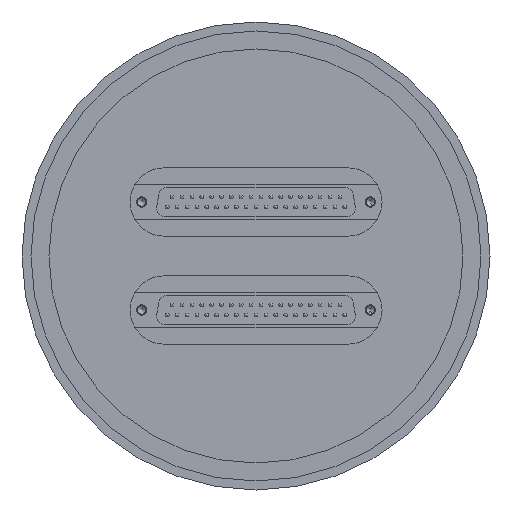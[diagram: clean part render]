
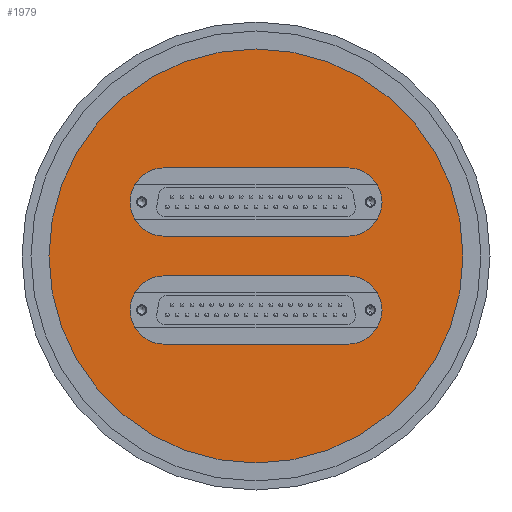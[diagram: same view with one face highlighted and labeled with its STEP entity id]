
A CAD part, front view. The second image highlights one B-rep face of the part: STEP entity #1979.
In plain terms, the highlighted planar face has unit normal (0, -1, 0).
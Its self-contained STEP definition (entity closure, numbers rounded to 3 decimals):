
#173 = EDGE_CURVE ( 'NONE', #4477, #3189, #666, .T. ) ;
#191 = DIRECTION ( 'NONE',  ( 0., 0., 1. ) ) ;
#203 = DIRECTION ( 'NONE',  ( 0., 0., 1. ) ) ;
#246 = ORIENTED_EDGE ( 'NONE', *, *, #4432, .T. ) ;
#302 = DIRECTION ( 'NONE',  ( -1., 0., 0. ) ) ;
#354 = AXIS2_PLACEMENT_3D ( 'NONE', #793, #4164, #1254 ) ;
#532 = CARTESIAN_POINT ( 'NONE',  ( -25.5, -12., 24.5 ) ) ;
#579 = EDGE_CURVE ( 'NONE', #3636, #1715, #2983, .T. ) ;
#608 = ORIENTED_EDGE ( 'NONE', *, *, #2167, .T. ) ;
#666 = CIRCLE ( 'NONE', #6184, 57.5 ) ;
#793 = CARTESIAN_POINT ( 'NONE',  ( 25.5, -12., -15. ) ) ;
#800 = EDGE_CURVE ( 'NONE', #3189, #4477, #938, .T. ) ;
#801 = FACE_BOUND ( 'NONE', #3638, .T. ) ;
#927 = VECTOR ( 'NONE', #1437, 1000. ) ;
#937 = VERTEX_POINT ( 'NONE', #3604 ) ;
#938 = CIRCLE ( 'NONE', #2262, 57.5 ) ;
#996 = EDGE_CURVE ( 'NONE', #1715, #3056, #4707, .T. ) ;
#1004 = CARTESIAN_POINT ( 'NONE',  ( -25.5, -12., 5.5 ) ) ;
#1150 = CIRCLE ( 'NONE', #354, 9.5 ) ;
#1254 = DIRECTION ( 'NONE',  ( 0., 0., 1. ) ) ;
#1270 = ORIENTED_EDGE ( 'NONE', *, *, #5997, .T. ) ;
#1347 = ORIENTED_EDGE ( 'NONE', *, *, #579, .T. ) ;
#1377 = CARTESIAN_POINT ( 'NONE',  ( 25.5, -12., -24.5 ) ) ;
#1402 = CIRCLE ( 'NONE', #1480, 9.5 ) ;
#1437 = DIRECTION ( 'NONE',  ( -1., 0., 0. ) ) ;
#1480 = AXIS2_PLACEMENT_3D ( 'NONE', #4679, #1787, #5178 ) ;
#1674 = CIRCLE ( 'NONE', #6168, 9.5 ) ;
#1715 = VERTEX_POINT ( 'NONE', #532 ) ;
#1787 = DIRECTION ( 'NONE',  ( 0., 1., 0. ) ) ;
#1979 = ADVANCED_FACE ( 'NONE', ( #801, #2073, #4498 ), #2607, .T. ) ;
#2073 = FACE_BOUND ( 'NONE', #5700, .T. ) ;
#2151 = CARTESIAN_POINT ( 'NONE',  ( -25.5, -12., -24.5 ) ) ;
#2157 = CARTESIAN_POINT ( 'NONE',  ( 0., -12., 57.5 ) ) ;
#2164 = DIRECTION ( 'NONE',  ( 0., -1., 0. ) ) ;
#2167 = EDGE_CURVE ( 'NONE', #3056, #4563, #1402, .T. ) ;
#2262 = AXIS2_PLACEMENT_3D ( 'NONE', #5066, #2164, #5566 ) ;
#2309 = DIRECTION ( 'NONE',  ( 0., -1., 0. ) ) ;
#2398 = ORIENTED_EDGE ( 'NONE', *, *, #3364, .T. ) ;
#2575 = CARTESIAN_POINT ( 'NONE',  ( 25.5, -12., -5.5 ) ) ;
#2607 = PLANE ( 'NONE',  #4214 ) ;
#2626 = DIRECTION ( 'NONE',  ( 0., -1., 0. ) ) ;
#2809 = VERTEX_POINT ( 'NONE', #1377 ) ;
#2983 = CIRCLE ( 'NONE', #3045, 9.5 ) ;
#2991 = EDGE_LOOP ( 'NONE', ( #4524, #4015 ) ) ;
#3045 = AXIS2_PLACEMENT_3D ( 'NONE', #6007, #3116, #191 ) ;
#3056 = VERTEX_POINT ( 'NONE', #5416 ) ;
#3116 = DIRECTION ( 'NONE',  ( 0., 1., 0. ) ) ;
#3138 = DIRECTION ( 'NONE',  ( 0., 1., 0. ) ) ;
#3189 = VERTEX_POINT ( 'NONE', #3518 ) ;
#3364 = EDGE_CURVE ( 'NONE', #4563, #3636, #4172, .T. ) ;
#3433 = VECTOR ( 'NONE', #4618, 1000. ) ;
#3518 = CARTESIAN_POINT ( 'NONE',  ( 0., -12., -57.5 ) ) ;
#3571 = VECTOR ( 'NONE', #5447, 1000. ) ;
#3604 = CARTESIAN_POINT ( 'NONE',  ( -25.5, -12., -5.5 ) ) ;
#3621 = ORIENTED_EDGE ( 'NONE', *, *, #996, .T. ) ;
#3636 = VERTEX_POINT ( 'NONE', #1004 ) ;
#3638 = EDGE_LOOP ( 'NONE', ( #246, #3707, #5316, #1270 ) ) ;
#3707 = ORIENTED_EDGE ( 'NONE', *, *, #4340, .T. ) ;
#4012 = VECTOR ( 'NONE', #302, 1000. ) ;
#4015 = ORIENTED_EDGE ( 'NONE', *, *, #173, .T. ) ;
#4164 = DIRECTION ( 'NONE',  ( 0., 1., 0. ) ) ;
#4172 = LINE ( 'NONE', #4646, #4012 ) ;
#4214 = AXIS2_PLACEMENT_3D ( 'NONE', #5543, #2626, #6027 ) ;
#4251 = LINE ( 'NONE', #5837, #927 ) ;
#4340 = EDGE_CURVE ( 'NONE', #937, #4626, #4697, .T. ) ;
#4432 = EDGE_CURVE ( 'NONE', #4700, #937, #1674, .T. ) ;
#4477 = VERTEX_POINT ( 'NONE', #2157 ) ;
#4498 = FACE_OUTER_BOUND ( 'NONE', #2991, .T. ) ;
#4524 = ORIENTED_EDGE ( 'NONE', *, *, #800, .T. ) ;
#4563 = VERTEX_POINT ( 'NONE', #4940 ) ;
#4618 = DIRECTION ( 'NONE',  ( 1., 0., 0. ) ) ;
#4626 = VERTEX_POINT ( 'NONE', #2575 ) ;
#4646 = CARTESIAN_POINT ( 'NONE',  ( -25.5, -12., 5.5 ) ) ;
#4679 = CARTESIAN_POINT ( 'NONE',  ( 25.5, -12., 15. ) ) ;
#4697 = LINE ( 'NONE', #5939, #3571 ) ;
#4700 = VERTEX_POINT ( 'NONE', #2151 ) ;
#4707 = LINE ( 'NONE', #6066, #3433 ) ;
#4940 = CARTESIAN_POINT ( 'NONE',  ( 25.5, -12., 5.5 ) ) ;
#5066 = CARTESIAN_POINT ( 'NONE',  ( 0., -12., 0. ) ) ;
#5178 = DIRECTION ( 'NONE',  ( 0., 0., 1. ) ) ;
#5208 = CARTESIAN_POINT ( 'NONE',  ( 0., -12., 0. ) ) ;
#5316 = ORIENTED_EDGE ( 'NONE', *, *, #5699, .T. ) ;
#5416 = CARTESIAN_POINT ( 'NONE',  ( 25.5, -12., 24.5 ) ) ;
#5447 = DIRECTION ( 'NONE',  ( 1., 0., 0. ) ) ;
#5543 = CARTESIAN_POINT ( 'NONE',  ( 0., -12., -57.5 ) ) ;
#5566 = DIRECTION ( 'NONE',  ( 0., 0., -1. ) ) ;
#5699 = EDGE_CURVE ( 'NONE', #4626, #2809, #1150, .T. ) ;
#5700 = EDGE_LOOP ( 'NONE', ( #1347, #3621, #608, #2398 ) ) ;
#5717 = DIRECTION ( 'NONE',  ( 0., 0., -1. ) ) ;
#5837 = CARTESIAN_POINT ( 'NONE',  ( -25.5, -12., -24.5 ) ) ;
#5939 = CARTESIAN_POINT ( 'NONE',  ( -25.5, -12., -5.5 ) ) ;
#5997 = EDGE_CURVE ( 'NONE', #2809, #4700, #4251, .T. ) ;
#6007 = CARTESIAN_POINT ( 'NONE',  ( -25.5, -12., 15. ) ) ;
#6021 = CARTESIAN_POINT ( 'NONE',  ( -25.5, -12., -15. ) ) ;
#6027 = DIRECTION ( 'NONE',  ( 0., 0., -1. ) ) ;
#6066 = CARTESIAN_POINT ( 'NONE',  ( -25.5, -12., 24.5 ) ) ;
#6168 = AXIS2_PLACEMENT_3D ( 'NONE', #6021, #3138, #203 ) ;
#6184 = AXIS2_PLACEMENT_3D ( 'NONE', #5208, #2309, #5717 ) ;
